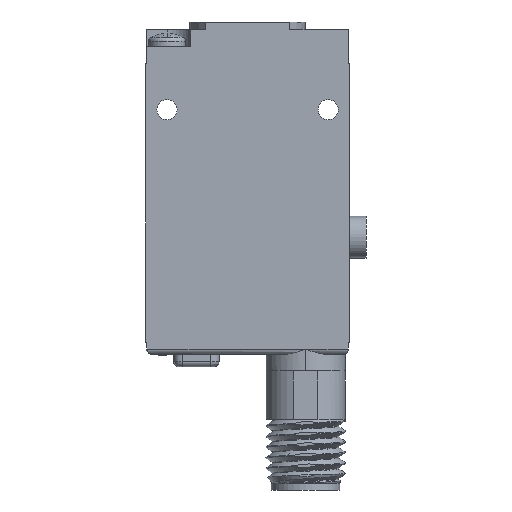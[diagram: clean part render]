
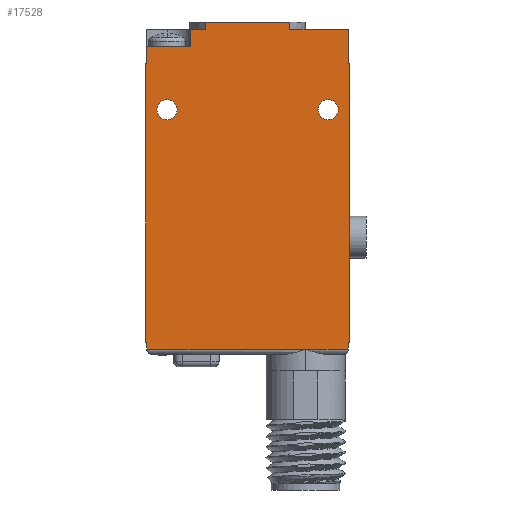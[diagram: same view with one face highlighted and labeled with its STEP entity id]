
A CAD part, left-side view. The second image highlights one B-rep face of the part: STEP entity #17528.
In plain terms, the highlighted planar face has unit normal (-1, 0, 0).
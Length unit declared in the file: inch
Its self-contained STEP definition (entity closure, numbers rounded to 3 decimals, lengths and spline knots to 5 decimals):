
#4829=DIRECTION('',(0.,1.,0.));
#4830=VECTOR('',#4829,0.255);
#4831=CARTESIAN_POINT('',(-0.236,0.005,-1.7));
#4832=LINE('',#4831,#4830);
#4854=DIRECTION('',(0.,1.,0.));
#4855=VECTOR('',#4854,0.005);
#4856=CARTESIAN_POINT('',(-0.236,0.,-1.66));
#4857=LINE('',#4856,#4855);
#4858=DIRECTION('',(0.,0.,1.));
#4859=VECTOR('',#4858,0.04);
#4860=CARTESIAN_POINT('',(-0.236,1.205,-1.7));
#4861=LINE('',#4860,#4859);
#4862=DIRECTION('',(0.,1.,0.));
#4863=VECTOR('',#4862,0.005);
#4864=CARTESIAN_POINT('',(-0.236,1.205,-1.66));
#4865=LINE('',#4864,#4863);
#4866=DIRECTION('',(0.,0.,1.));
#4867=VECTOR('',#4866,1.66);
#4868=CARTESIAN_POINT('',(-0.236,1.21,-1.66));
#4869=LINE('',#4868,#4867);
#4870=DIRECTION('',(0.,-1.,0.));
#4871=VECTOR('',#4870,0.005);
#4872=CARTESIAN_POINT('',(-0.236,1.21,0.));
#4873=LINE('',#4872,#4871);
#4874=DIRECTION('',(0.,-1.,0.));
#4875=VECTOR('',#4874,0.263);
#4876=CARTESIAN_POINT('',(-0.236,1.205,0.1));
#4877=LINE('',#4876,#4875);
#4878=DIRECTION('',(0.,0.,-1.));
#4879=VECTOR('',#4878,0.1);
#4880=CARTESIAN_POINT('',(-0.236,0.942,0.2));
#4881=LINE('',#4880,#4879);
#4882=DIRECTION('',(0.,0.,1.));
#4883=VECTOR('',#4882,0.047);
#4884=CARTESIAN_POINT('',(-0.236,0.85665,0.2));
#4885=LINE('',#4884,#4883);
#4886=DIRECTION('',(0.,0.,-1.));
#4887=VECTOR('',#4886,0.2);
#4888=CARTESIAN_POINT('',(-0.236,0.005,0.2));
#4889=LINE('',#4888,#4887);
#4890=DIRECTION('',(0.,-1.,0.));
#4891=VECTOR('',#4890,0.005);
#4892=CARTESIAN_POINT('',(-0.236,0.005,0.));
#4893=LINE('',#4892,#4891);
#4894=DIRECTION('',(0.,0.,-1.));
#4895=VECTOR('',#4894,1.66);
#4896=CARTESIAN_POINT('',(-0.236,0.,0.));
#4897=LINE('',#4896,#4895);
#4898=CARTESIAN_POINT('',(-0.236,1.085,-0.275));
#4899=DIRECTION('',(1.,0.,0.));
#4900=DIRECTION('',(0.,0.,-1.));
#4901=AXIS2_PLACEMENT_3D('',#4898,#4899,#4900);
#4903=CARTESIAN_POINT('',(-0.236,1.085,-0.275));
#4904=DIRECTION('',(1.,0.,0.));
#4905=DIRECTION('',(0.,0.,1.));
#4906=AXIS2_PLACEMENT_3D('',#4903,#4904,#4905);
#4908=CARTESIAN_POINT('',(-0.236,0.125,-0.275));
#4909=DIRECTION('',(1.,0.,0.));
#4910=DIRECTION('',(0.,0.,-1.));
#4911=AXIS2_PLACEMENT_3D('',#4908,#4909,#4910);
#4913=CARTESIAN_POINT('',(-0.236,0.125,-0.275));
#4914=DIRECTION('',(1.,0.,0.));
#4915=DIRECTION('',(0.,0.,1.));
#4916=AXIS2_PLACEMENT_3D('',#4913,#4914,#4915);
#4926=DIRECTION('',(0.,0.,1.));
#4927=VECTOR('',#4926,0.04);
#4928=CARTESIAN_POINT('',(-0.236,0.005,-1.7));
#4929=LINE('',#4928,#4927);
#5047=CARTESIAN_POINT('',(-0.236,0.26,-1.7));
#5080=DIRECTION('',(0.,1.,0.));
#5081=VECTOR('',#5080,0.945);
#5082=CARTESIAN_POINT('',(-0.236,0.26,-1.7));
#5083=LINE('',#5082,#5081);
#5104=DIRECTION('',(0.,0.,-1.));
#5105=VECTOR('',#5104,0.1);
#5106=CARTESIAN_POINT('',(-0.236,1.205,0.1));
#5107=LINE('',#5106,#5105);
#5130=DIRECTION('',(0.,1.,0.));
#5131=VECTOR('',#5130,0.08535);
#5132=CARTESIAN_POINT('',(-0.236,0.85665,0.2));
#5133=LINE('',#5132,#5131);
#5456=DIRECTION('',(0.,-1.,0.));
#5457=VECTOR('',#5456,0.50331);
#5458=CARTESIAN_POINT('',(-0.236,0.85665,0.247));
#5459=LINE('',#5458,#5457);
#5485=DIRECTION('',(0.,0.,1.));
#5486=VECTOR('',#5485,0.047);
#5487=CARTESIAN_POINT('',(-0.236,0.35335,0.2));
#5488=LINE('',#5487,#5486);
#5502=DIRECTION('',(0.,1.,0.));
#5503=VECTOR('',#5502,0.34835);
#5504=CARTESIAN_POINT('',(-0.236,0.005,0.2));
#5505=LINE('',#5504,#5503);
#10242=CARTESIAN_POINT('',(-0.236,0.,0.));
#10243=CARTESIAN_POINT('',(-0.236,0.,-1.66));
#10244=VERTEX_POINT('',#10242);
#10245=VERTEX_POINT('',#10243);
#10246=CARTESIAN_POINT('',(-0.236,1.21,-1.66));
#10247=CARTESIAN_POINT('',(-0.236,1.21,0.));
#10248=VERTEX_POINT('',#10246);
#10249=VERTEX_POINT('',#10247);
#10266=CARTESIAN_POINT('',(-0.236,1.085,-0.335));
#10267=CARTESIAN_POINT('',(-0.236,1.085,-0.215));
#10268=VERTEX_POINT('',#10266);
#10269=VERTEX_POINT('',#10267);
#10270=CARTESIAN_POINT('',(-0.236,0.125,-0.335));
#10271=CARTESIAN_POINT('',(-0.236,0.125,-0.215));
#10272=VERTEX_POINT('',#10270);
#10273=VERTEX_POINT('',#10271);
#10504=CARTESIAN_POINT('',(-0.236,0.85665,0.247));
#10505=CARTESIAN_POINT('',(-0.236,0.35335,0.247));
#10506=VERTEX_POINT('',#10504);
#10507=VERTEX_POINT('',#10505);
#10530=CARTESIAN_POINT('',(-0.236,0.942,0.2));
#10531=VERTEX_POINT('',#10530);
#10532=CARTESIAN_POINT('',(-0.236,0.942,0.1));
#10533=VERTEX_POINT('',#10532);
#10542=CARTESIAN_POINT('',(-0.236,0.005,0.2));
#10543=VERTEX_POINT('',#10542);
#10560=CARTESIAN_POINT('',(-0.236,1.205,0.1));
#10561=VERTEX_POINT('',#10560);
#10565=CARTESIAN_POINT('',(-0.236,0.85665,0.2));
#10567=VERTEX_POINT('',#10565);
#10568=CARTESIAN_POINT('',(-0.236,0.35335,0.2));
#10570=VERTEX_POINT('',#10568);
#10628=CARTESIAN_POINT('',(-0.236,1.205,0.));
#10630=VERTEX_POINT('',#10628);
#10632=CARTESIAN_POINT('',(-0.236,0.005,0.));
#10634=VERTEX_POINT('',#10632);
#11200=CARTESIAN_POINT('',(-0.236,1.205,-1.7));
#11202=VERTEX_POINT('',#11200);
#11205=CARTESIAN_POINT('',(-0.236,0.005,-1.7));
#11207=VERTEX_POINT('',#11205);
#11222=VERTEX_POINT('',#5047);
#11526=CARTESIAN_POINT('',(-0.236,0.005,-1.66));
#11528=VERTEX_POINT('',#11526);
#11530=CARTESIAN_POINT('',(-0.236,1.205,-1.66));
#11532=VERTEX_POINT('',#11530);
#17472=CARTESIAN_POINT('',(-0.236,0.,0.));
#17473=DIRECTION('',(1.,0.,0.));
#17474=DIRECTION('',(0.,0.,-1.));
#17475=AXIS2_PLACEMENT_3D('',#17472,#17473,#17474);
#17476=PLANE('',#17475);
#17478=ORIENTED_EDGE('',*,*,#17477,.T.);
#17480=ORIENTED_EDGE('',*,*,#17479,.F.);
#17481=ORIENTED_EDGE('',*,*,#17463,.T.);
#17483=ORIENTED_EDGE('',*,*,#17482,.T.);
#17485=ORIENTED_EDGE('',*,*,#17484,.T.);
#17487=ORIENTED_EDGE('',*,*,#17486,.T.);
#17489=ORIENTED_EDGE('',*,*,#17488,.T.);
#17491=ORIENTED_EDGE('',*,*,#17490,.T.);
#17493=ORIENTED_EDGE('',*,*,#17492,.F.);
#17495=ORIENTED_EDGE('',*,*,#17494,.T.);
#17497=ORIENTED_EDGE('',*,*,#17496,.F.);
#17499=ORIENTED_EDGE('',*,*,#17498,.F.);
#17501=ORIENTED_EDGE('',*,*,#17500,.T.);
#17503=ORIENTED_EDGE('',*,*,#17502,.T.);
#17505=ORIENTED_EDGE('',*,*,#17504,.F.);
#17507=ORIENTED_EDGE('',*,*,#17506,.F.);
#17509=ORIENTED_EDGE('',*,*,#17508,.T.);
#17511=ORIENTED_EDGE('',*,*,#17510,.T.);
#17513=ORIENTED_EDGE('',*,*,#17512,.T.);
#17514=EDGE_LOOP('',(#17478,#17480,#17481,#17483,#17485,#17487,#17489,#17491,
#17493,#17495,#17497,#17499,#17501,#17503,#17505,#17507,#17509,#17511,#17513));
#17515=FACE_OUTER_BOUND('',#17514,.F.);
#17517=ORIENTED_EDGE('',*,*,#17516,.F.);
#17519=ORIENTED_EDGE('',*,*,#17518,.F.);
#17520=EDGE_LOOP('',(#17517,#17519));
#17521=FACE_BOUND('',#17520,.F.);
#17523=ORIENTED_EDGE('',*,*,#17522,.F.);
#17525=ORIENTED_EDGE('',*,*,#17524,.F.);
#17526=EDGE_LOOP('',(#17523,#17525));
#17527=FACE_BOUND('',#17526,.F.);
#17528=ADVANCED_FACE('',(#17515,#17521,#17527),#17476,.F.);
#4902=CIRCLE('',#4901,0.06);
#4907=CIRCLE('',#4906,0.06);
#4912=CIRCLE('',#4911,0.06);
#4917=CIRCLE('',#4916,0.06);
#17463=EDGE_CURVE('',#11207,#11222,#4832,.T.);
#17477=EDGE_CURVE('',#10245,#11528,#4857,.T.);
#17479=EDGE_CURVE('',#11207,#11528,#4929,.T.);
#17482=EDGE_CURVE('',#11222,#11202,#5083,.T.);
#17484=EDGE_CURVE('',#11202,#11532,#4861,.T.);
#17486=EDGE_CURVE('',#11532,#10248,#4865,.T.);
#17488=EDGE_CURVE('',#10248,#10249,#4869,.T.);
#17490=EDGE_CURVE('',#10249,#10630,#4873,.T.);
#17492=EDGE_CURVE('',#10561,#10630,#5107,.T.);
#17494=EDGE_CURVE('',#10561,#10533,#4877,.T.);
#17496=EDGE_CURVE('',#10531,#10533,#4881,.T.);
#17498=EDGE_CURVE('',#10567,#10531,#5133,.T.);
#17500=EDGE_CURVE('',#10567,#10506,#4885,.T.);
#17502=EDGE_CURVE('',#10506,#10507,#5459,.T.);
#17504=EDGE_CURVE('',#10570,#10507,#5488,.T.);
#17506=EDGE_CURVE('',#10543,#10570,#5505,.T.);
#17508=EDGE_CURVE('',#10543,#10634,#4889,.T.);
#17510=EDGE_CURVE('',#10634,#10244,#4893,.T.);
#17512=EDGE_CURVE('',#10244,#10245,#4897,.T.);
#17516=EDGE_CURVE('',#10268,#10269,#4902,.T.);
#17518=EDGE_CURVE('',#10269,#10268,#4907,.T.);
#17522=EDGE_CURVE('',#10272,#10273,#4912,.T.);
#17524=EDGE_CURVE('',#10273,#10272,#4917,.T.);
